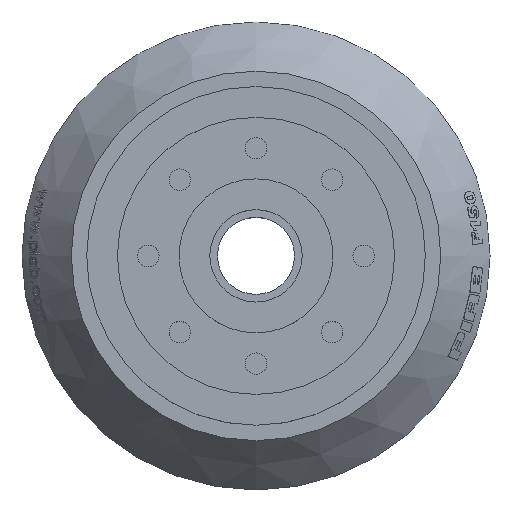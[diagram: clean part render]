
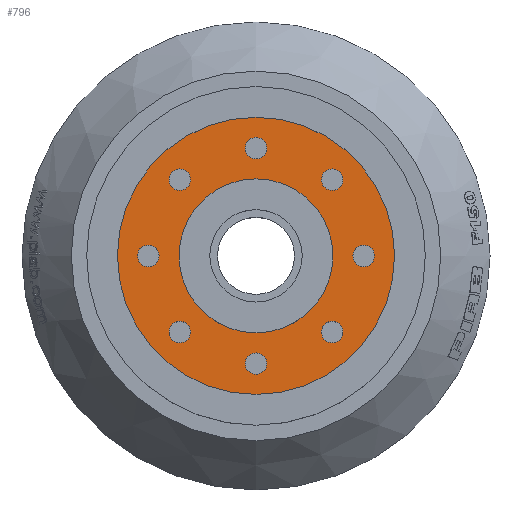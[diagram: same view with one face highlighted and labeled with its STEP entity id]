
A CAD part, top view. The second image highlights one B-rep face of the part: STEP entity #796.
In plain terms, the highlighted planar face has unit normal (0, 0, 1).
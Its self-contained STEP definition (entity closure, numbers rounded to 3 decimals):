
#796 = ADVANCED_FACE( '', ( #1729, #1730, #1731, #1732, #1733, #1734, #1735, #1736, #1737, #1738 ), #1739, .T. );
#1729 = FACE_BOUND( '', #4491, .T. );
#1730 = FACE_BOUND( '', #4492, .T. );
#1731 = FACE_BOUND( '', #4493, .T. );
#1732 = FACE_BOUND( '', #4494, .T. );
#1733 = FACE_OUTER_BOUND( '', #4495, .T. );
#1734 = FACE_BOUND( '', #4496, .T. );
#1735 = FACE_BOUND( '', #4497, .T. );
#1736 = FACE_BOUND( '', #4498, .T. );
#1737 = FACE_BOUND( '', #4499, .T. );
#1738 = FACE_BOUND( '', #4500, .T. );
#1739 = PLANE( '', #4501 );
#4491 = EDGE_LOOP( '', ( #7117 ) );
#4492 = EDGE_LOOP( '', ( #7118 ) );
#4493 = EDGE_LOOP( '', ( #7119 ) );
#4494 = EDGE_LOOP( '', ( #7120 ) );
#4495 = EDGE_LOOP( '', ( #7121 ) );
#4496 = EDGE_LOOP( '', ( #7122 ) );
#4497 = EDGE_LOOP( '', ( #7123 ) );
#4498 = EDGE_LOOP( '', ( #7124 ) );
#4499 = EDGE_LOOP( '', ( #7125 ) );
#4500 = EDGE_LOOP( '', ( #7126 ) );
#4501 = AXIS2_PLACEMENT_3D( '', #7127, #7128, #7129 );
#7117 = ORIENTED_EDGE( '', *, *, #7983, .T. );
#7118 = ORIENTED_EDGE( '', *, *, #8764, .T. );
#7119 = ORIENTED_EDGE( '', *, *, #8391, .T. );
#7120 = ORIENTED_EDGE( '', *, *, #8765, .T. );
#7121 = ORIENTED_EDGE( '', *, *, #8632, .T. );
#7122 = ORIENTED_EDGE( '', *, *, #8634, .F. );
#7123 = ORIENTED_EDGE( '', *, *, #8766, .T. );
#7124 = ORIENTED_EDGE( '', *, *, #8732, .T. );
#7125 = ORIENTED_EDGE( '', *, *, #8767, .T. );
#7126 = ORIENTED_EDGE( '', *, *, #8768, .T. );
#7127 = CARTESIAN_POINT( '', ( 20., 0., 19.4 ) );
#7128 = DIRECTION( '', ( 0., 0., 1. ) );
#7129 = DIRECTION( '', ( 1., 0., 0. ) );
#7983 = EDGE_CURVE( '', #9287, #9287, #9288, .F. );
#8391 = EDGE_CURVE( '', #9961, #9961, #9962, .F. );
#8632 = EDGE_CURVE( '', #10293, #10293, #10294, .T. );
#8634 = EDGE_CURVE( '', #10296, #10296, #10297, .T. );
#8732 = EDGE_CURVE( '', #10419, #10419, #10420, .F. );
#8764 = EDGE_CURVE( '', #10458, #10458, #10459, .F. );
#8765 = EDGE_CURVE( '', #10460, #10460, #10461, .F. );
#8766 = EDGE_CURVE( '', #10462, #10462, #10463, .F. );
#8767 = EDGE_CURVE( '', #10464, #10464, #10465, .F. );
#8768 = EDGE_CURVE( '', #10466, #10466, #10467, .F. );
#9287 = VERTEX_POINT( '', #11441 );
#9288 = CIRCLE( '', #11442, 3.5 );
#9961 = VERTEX_POINT( '', #13682 );
#9962 = CIRCLE( '', #13683, 3.5 );
#10293 = VERTEX_POINT( '', #14690 );
#10294 = CIRCLE( '', #14691, 50. );
#10296 = VERTEX_POINT( '', #14693 );
#10297 = CIRCLE( '', #14694, 20. );
#10419 = VERTEX_POINT( '', #14993 );
#10420 = CIRCLE( '', #14994, 3.5 );
#10458 = VERTEX_POINT( '', #15092 );
#10459 = CIRCLE( '', #15093, 3.5 );
#10460 = VERTEX_POINT( '', #15094 );
#10461 = CIRCLE( '', #15095, 3.5 );
#10462 = VERTEX_POINT( '', #15096 );
#10463 = CIRCLE( '', #15097, 3.5 );
#10464 = VERTEX_POINT( '', #15098 );
#10465 = CIRCLE( '', #15099, 3.5 );
#10466 = VERTEX_POINT( '', #15100 );
#10467 = CIRCLE( '', #15101, 3.5 );
#11441 = CARTESIAN_POINT( '', ( -21.249, -24.749, 19.4 ) );
#11442 = AXIS2_PLACEMENT_3D( '', #15552, #15553, #15554 );
#13682 = CARTESIAN_POINT( '', ( 28.249, 24.749, 19.4 ) );
#13683 = AXIS2_PLACEMENT_3D( '', #15576, #15577, #15578 );
#14690 = CARTESIAN_POINT( '', ( 50., 0., 19.4 ) );
#14691 = AXIS2_PLACEMENT_3D( '', #15591, #15592, #15593 );
#14693 = CARTESIAN_POINT( '', ( 20., 0., 19.4 ) );
#14694 = AXIS2_PLACEMENT_3D( '', #15594, #15595, #15596 );
#14993 = CARTESIAN_POINT( '', ( 38.5, 0., 19.4 ) );
#14994 = AXIS2_PLACEMENT_3D( '', #15603, #15604, #15605 );
#15092 = CARTESIAN_POINT( '', ( 28.249, -24.749, 19.4 ) );
#15093 = AXIS2_PLACEMENT_3D( '', #15606, #15607, #15608 );
#15094 = CARTESIAN_POINT( '', ( -21.249, 24.749, 19.4 ) );
#15095 = AXIS2_PLACEMENT_3D( '', #15609, #15610, #15611 );
#15096 = CARTESIAN_POINT( '', ( 3.5, 35., 19.4 ) );
#15097 = AXIS2_PLACEMENT_3D( '', #15612, #15613, #15614 );
#15098 = CARTESIAN_POINT( '', ( 3.5, -35., 19.4 ) );
#15099 = AXIS2_PLACEMENT_3D( '', #15615, #15616, #15617 );
#15100 = CARTESIAN_POINT( '', ( -31.5, 0., 19.4 ) );
#15101 = AXIS2_PLACEMENT_3D( '', #15618, #15619, #15620 );
#15552 = CARTESIAN_POINT( '', ( -24.749, -24.749, 19.4 ) );
#15553 = DIRECTION( '', ( 0., 0., 1. ) );
#15554 = DIRECTION( '', ( 1., 0., 0. ) );
#15576 = CARTESIAN_POINT( '', ( 24.749, 24.749, 19.4 ) );
#15577 = DIRECTION( '', ( 0., 0., 1. ) );
#15578 = DIRECTION( '', ( 1., 0., 0. ) );
#15591 = CARTESIAN_POINT( '', ( 0., 0., 19.4 ) );
#15592 = DIRECTION( '', ( 0., 0., 1. ) );
#15593 = DIRECTION( '', ( 1., 0., 0. ) );
#15594 = CARTESIAN_POINT( '', ( 0., 0., 19.4 ) );
#15595 = DIRECTION( '', ( 0., 0., 1. ) );
#15596 = DIRECTION( '', ( 1., 0., 0. ) );
#15603 = CARTESIAN_POINT( '', ( 35., 0., 19.4 ) );
#15604 = DIRECTION( '', ( 0., 0., 1. ) );
#15605 = DIRECTION( '', ( 1., 0., 0. ) );
#15606 = CARTESIAN_POINT( '', ( 24.749, -24.749, 19.4 ) );
#15607 = DIRECTION( '', ( 0., 0., 1. ) );
#15608 = DIRECTION( '', ( 1., 0., 0. ) );
#15609 = CARTESIAN_POINT( '', ( -24.749, 24.749, 19.4 ) );
#15610 = DIRECTION( '', ( 0., 0., 1. ) );
#15611 = DIRECTION( '', ( 1., 0., 0. ) );
#15612 = CARTESIAN_POINT( '', ( 0., 35., 19.4 ) );
#15613 = DIRECTION( '', ( 0., 0., 1. ) );
#15614 = DIRECTION( '', ( 1., 0., 0. ) );
#15615 = CARTESIAN_POINT( '', ( 0., -35., 19.4 ) );
#15616 = DIRECTION( '', ( 0., 0., 1. ) );
#15617 = DIRECTION( '', ( 1., 0., 0. ) );
#15618 = CARTESIAN_POINT( '', ( -35., 0., 19.4 ) );
#15619 = DIRECTION( '', ( 0., 0., 1. ) );
#15620 = DIRECTION( '', ( 1., 0., 0. ) );
